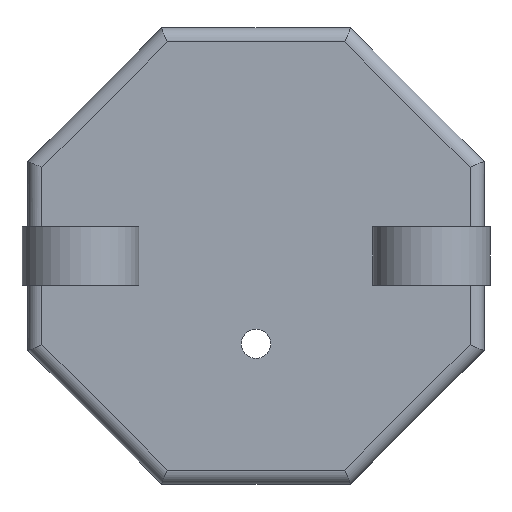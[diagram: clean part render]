
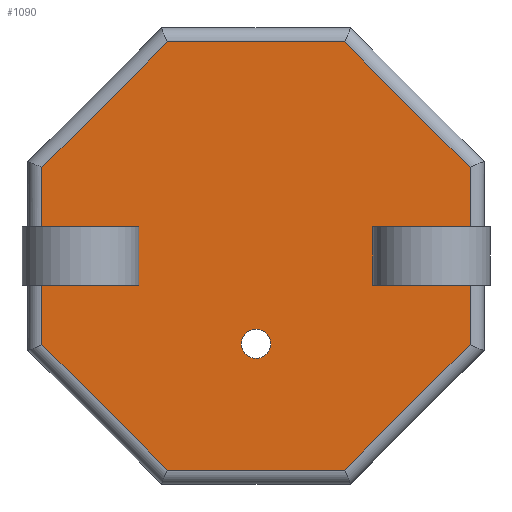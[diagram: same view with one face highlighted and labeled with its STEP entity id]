
A CAD part, front view. The second image highlights one B-rep face of the part: STEP entity #1090.
In plain terms, the highlighted planar face has unit normal (0, -1, 0).
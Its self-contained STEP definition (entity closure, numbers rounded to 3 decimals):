
#59=FACE_BOUND('',#184,.T.);
#65=CIRCLE('',#1158,1.25);
#119=FACE_OUTER_BOUND('',#183,.T.);
#183=EDGE_LOOP('',(#892,#893,#894,#895,#896,#897,#898,#899,#900,#901,#902,
#903,#904,#905,#906,#907));
#184=EDGE_LOOP('',(#908));
#274=LINE('',#1692,#395);
#275=LINE('',#1696,#396);
#277=LINE('',#1702,#398);
#279=LINE('',#1708,#400);
#281=LINE('',#1714,#402);
#300=LINE('',#1753,#421);
#302=LINE('',#1760,#423);
#304=LINE('',#1766,#425);
#306=LINE('',#1771,#427);
#307=LINE('',#1776,#428);
#308=LINE('',#1779,#429);
#309=LINE('',#1781,#430);
#310=LINE('',#1782,#431);
#311=LINE('',#1784,#432);
#312=LINE('',#1786,#433);
#313=LINE('',#1787,#434);
#395=VECTOR('',#1356,10.);
#396=VECTOR('',#1361,10.);
#398=VECTOR('',#1367,10.);
#400=VECTOR('',#1373,10.);
#402=VECTOR('',#1379,10.);
#421=VECTOR('',#1412,10.);
#423=VECTOR('',#1420,10.);
#425=VECTOR('',#1426,10.);
#427=VECTOR('',#1432,10.);
#428=VECTOR('',#1439,10.);
#429=VECTOR('',#1442,10.);
#430=VECTOR('',#1443,10.);
#431=VECTOR('',#1444,10.);
#432=VECTOR('',#1445,10.);
#433=VECTOR('',#1446,10.);
#434=VECTOR('',#1447,10.);
#495=VERTEX_POINT('',#1664);
#506=VERTEX_POINT('',#1689);
#507=VERTEX_POINT('',#1691);
#508=VERTEX_POINT('',#1695);
#510=VERTEX_POINT('',#1701);
#512=VERTEX_POINT('',#1707);
#514=VERTEX_POINT('',#1713);
#526=VERTEX_POINT('',#1751);
#527=VERTEX_POINT('',#1752);
#529=VERTEX_POINT('',#1759);
#531=VERTEX_POINT('',#1765);
#532=VERTEX_POINT('',#1770);
#533=VERTEX_POINT('',#1774);
#534=VERTEX_POINT('',#1778);
#535=VERTEX_POINT('',#1780);
#536=VERTEX_POINT('',#1783);
#537=VERTEX_POINT('',#1785);
#609=EDGE_CURVE('',#495,#495,#65,.T.);
#621=EDGE_CURVE('',#506,#507,#274,.T.);
#623=EDGE_CURVE('',#507,#508,#275,.T.);
#626=EDGE_CURVE('',#508,#510,#277,.T.);
#629=EDGE_CURVE('',#510,#512,#279,.T.);
#632=EDGE_CURVE('',#512,#514,#281,.T.);
#652=EDGE_CURVE('',#526,#527,#300,.T.);
#656=EDGE_CURVE('',#527,#529,#302,.T.);
#659=EDGE_CURVE('',#529,#531,#304,.T.);
#662=EDGE_CURVE('',#531,#532,#306,.T.);
#665=EDGE_CURVE('',#533,#526,#307,.T.);
#666=EDGE_CURVE('',#506,#534,#308,.T.);
#667=EDGE_CURVE('',#534,#535,#309,.T.);
#668=EDGE_CURVE('',#535,#532,#310,.T.);
#669=EDGE_CURVE('',#533,#536,#311,.T.);
#670=EDGE_CURVE('',#536,#537,#312,.T.);
#671=EDGE_CURVE('',#537,#514,#313,.T.);
#892=ORIENTED_EDGE('',*,*,#621,.F.);
#893=ORIENTED_EDGE('',*,*,#666,.T.);
#894=ORIENTED_EDGE('',*,*,#667,.T.);
#895=ORIENTED_EDGE('',*,*,#668,.T.);
#896=ORIENTED_EDGE('',*,*,#662,.F.);
#897=ORIENTED_EDGE('',*,*,#659,.F.);
#898=ORIENTED_EDGE('',*,*,#656,.F.);
#899=ORIENTED_EDGE('',*,*,#652,.F.);
#900=ORIENTED_EDGE('',*,*,#665,.F.);
#901=ORIENTED_EDGE('',*,*,#669,.T.);
#902=ORIENTED_EDGE('',*,*,#670,.T.);
#903=ORIENTED_EDGE('',*,*,#671,.T.);
#904=ORIENTED_EDGE('',*,*,#632,.F.);
#905=ORIENTED_EDGE('',*,*,#629,.F.);
#906=ORIENTED_EDGE('',*,*,#626,.F.);
#907=ORIENTED_EDGE('',*,*,#623,.F.);
#908=ORIENTED_EDGE('',*,*,#609,.T.);
#1041=PLANE('',#1192);
#1090=ADVANCED_FACE('',(#119,#59),#1041,.F.);
#1158=AXIS2_PLACEMENT_3D('',#1665,#1332,#1333);
#1192=AXIS2_PLACEMENT_3D('',#1777,#1440,#1441);
#1332=DIRECTION('center_axis',(0.,1.,0.));
#1333=DIRECTION('ref_axis',(1.,0.,0.));
#1356=DIRECTION('',(0.,0.,-1.));
#1361=DIRECTION('',(-0.707,0.,-0.707));
#1367=DIRECTION('',(-1.,0.,0.));
#1373=DIRECTION('',(-0.707,0.,0.707));
#1379=DIRECTION('',(0.,0.,1.));
#1412=DIRECTION('',(0.707,0.,0.707));
#1420=DIRECTION('',(1.,0.,0.));
#1426=DIRECTION('',(0.707,0.,-0.707));
#1432=DIRECTION('',(0.,0.,-1.));
#1439=DIRECTION('',(0.,0.,1.));
#1440=DIRECTION('center_axis',(0.,1.,0.));
#1441=DIRECTION('ref_axis',(0.,0.,1.));
#1442=DIRECTION('',(-1.,0.,0.));
#1443=DIRECTION('',(0.,0.,1.));
#1444=DIRECTION('',(1.,0.,0.));
#1445=DIRECTION('',(1.,0.,0.));
#1446=DIRECTION('',(0.,0.,-1.));
#1447=DIRECTION('',(-1.,0.,0.));
#1664=CARTESIAN_POINT('',(-1.25,0.,-7.5));
#1665=CARTESIAN_POINT('Origin',(0.,0.,-7.5));
#1689=CARTESIAN_POINT('',(18.296,0.,-2.5));
#1691=CARTESIAN_POINT('',(18.296,0.,-7.578));
#1692=CARTESIAN_POINT('',(18.296,0.,4.038));
#1695=CARTESIAN_POINT('',(7.578,0.,-18.296));
#1696=CARTESIAN_POINT('',(15.792,0.,-10.082));
#1701=CARTESIAN_POINT('',(-7.578,0.,-18.296));
#1702=CARTESIAN_POINT('',(4.038,0.,-18.296));
#1707=CARTESIAN_POINT('',(-18.296,0.,-7.578));
#1708=CARTESIAN_POINT('',(-10.082,0.,-15.792));
#1713=CARTESIAN_POINT('',(-18.296,0.,-2.5));
#1714=CARTESIAN_POINT('',(-18.296,0.,-4.038));
#1751=CARTESIAN_POINT('',(-18.296,0.,7.578));
#1752=CARTESIAN_POINT('',(-7.578,0.,18.296));
#1753=CARTESIAN_POINT('',(-15.792,0.,10.082));
#1759=CARTESIAN_POINT('',(7.578,0.,18.296));
#1760=CARTESIAN_POINT('',(-4.038,0.,18.296));
#1765=CARTESIAN_POINT('',(18.296,0.,7.578));
#1766=CARTESIAN_POINT('',(10.082,0.,15.792));
#1770=CARTESIAN_POINT('',(18.296,0.,2.5));
#1771=CARTESIAN_POINT('',(18.296,0.,4.038));
#1774=CARTESIAN_POINT('',(-18.296,0.,2.5));
#1776=CARTESIAN_POINT('',(-18.296,0.,-4.038));
#1777=CARTESIAN_POINT('Origin',(0.,0.,0.));
#1778=CARTESIAN_POINT('',(10.,0.,-2.5));
#1779=CARTESIAN_POINT('',(5.,0.,-2.5));
#1780=CARTESIAN_POINT('',(10.,0.,2.5));
#1781=CARTESIAN_POINT('',(10.,0.,1.25));
#1782=CARTESIAN_POINT('',(10.,0.,2.5));
#1783=CARTESIAN_POINT('',(-10.,0.,2.5));
#1784=CARTESIAN_POINT('',(-5.,0.,2.5));
#1785=CARTESIAN_POINT('',(-10.,0.,-2.5));
#1786=CARTESIAN_POINT('',(-10.,0.,-1.25));
#1787=CARTESIAN_POINT('',(-10.,0.,-2.5));
